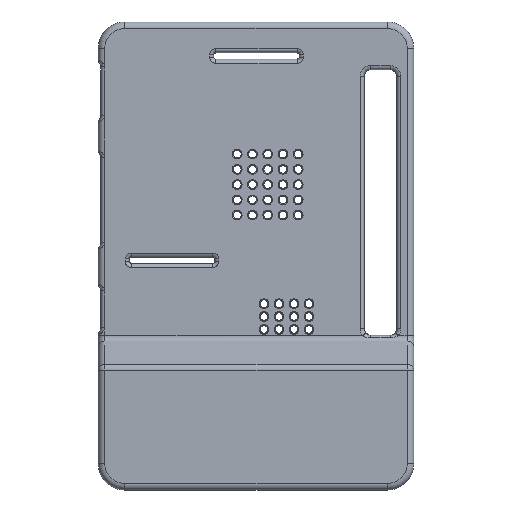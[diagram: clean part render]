
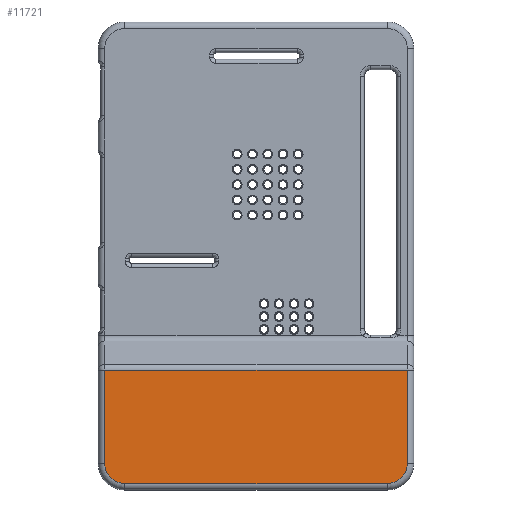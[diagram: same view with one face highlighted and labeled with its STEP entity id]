
A CAD part, front view. The second image highlights one B-rep face of the part: STEP entity #11721.
In plain terms, the highlighted planar face has unit normal (0, -1, 0).
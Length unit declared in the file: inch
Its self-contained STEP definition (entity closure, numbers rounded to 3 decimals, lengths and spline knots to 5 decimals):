
#428 = CARTESIAN_POINT ( 'NONE',  ( -1.17173, 0., -1.6176 ) ) ;
#863 = DIRECTION ( 'NONE',  ( 0., 0., 1. ) ) ;
#878 = VERTEX_POINT ( 'NONE', #9419 ) ;
#2074 = DIRECTION ( 'NONE',  ( 1., 0., 0. ) ) ;
#2141 = CARTESIAN_POINT ( 'NONE',  ( -1.01673, 0., -1.7726 ) ) ;
#2251 = VECTOR ( 'NONE', #5951, 39.37008 ) ;
#2416 = EDGE_CURVE ( 'NONE', #8759, #878, #20164, .T. ) ;
#2746 = CARTESIAN_POINT ( 'NONE',  ( 1.17173, 0., -0.89338 ) ) ;
#2861 = CARTESIAN_POINT ( 'NONE',  ( -1.01673, 0., -0.89338 ) ) ;
#3699 = VECTOR ( 'NONE', #9910, 39.37008 ) ;
#4005 = CARTESIAN_POINT ( 'NONE',  ( 1.01673, 0., -1.6176 ) ) ;
#4710 = FACE_OUTER_BOUND ( 'NONE', #15059, .T. ) ;
#4739 = VERTEX_POINT ( 'NONE', #18332 ) ;
#5827 = DIRECTION ( 'NONE',  ( 0., 0., 1. ) ) ;
#5870 = EDGE_CURVE ( 'NONE', #17025, #20221, #6915, .T. ) ;
#5951 = DIRECTION ( 'NONE',  ( 0., 0., 1. ) ) ;
#6915 = LINE ( 'NONE', #7249, #2251 ) ;
#7249 = CARTESIAN_POINT ( 'NONE',  ( 1.17173, 0., -1.6176 ) ) ;
#7641 = AXIS2_PLACEMENT_3D ( 'NONE', #4005, #16177, #13223 ) ;
#7885 = CARTESIAN_POINT ( 'NONE',  ( -1.17173, 0., -1.6176 ) ) ;
#8376 = AXIS2_PLACEMENT_3D ( 'NONE', #9041, #16882, #5827 ) ;
#8668 = ORIENTED_EDGE ( 'NONE', *, *, #12086, .T. ) ;
#8759 = VERTEX_POINT ( 'NONE', #7885 ) ;
#9041 = CARTESIAN_POINT ( 'NONE',  ( -1.01673, 0., -1.6176 ) ) ;
#9131 = LINE ( 'NONE', #2861, #18562 ) ;
#9419 = CARTESIAN_POINT ( 'NONE',  ( -1.01673, 0., -1.7726 ) ) ;
#9910 = DIRECTION ( 'NONE',  ( 0., 0., -1. ) ) ;
#10002 = PLANE ( 'NONE',  #13346 ) ;
#10222 = ORIENTED_EDGE ( 'NONE', *, *, #2416, .T. ) ;
#10267 = CARTESIAN_POINT ( 'NONE',  ( -1.01673, 0., -1.6176 ) ) ;
#11471 = EDGE_CURVE ( 'NONE', #20221, #4739, #9131, .T. ) ;
#11721 = ADVANCED_FACE ( 'NONE', ( #4710 ), #10002, .F. ) ;
#11822 = VERTEX_POINT ( 'NONE', #15446 ) ;
#12035 = CARTESIAN_POINT ( 'NONE',  ( 1.17173, 0., -1.6176 ) ) ;
#12086 = EDGE_CURVE ( 'NONE', #11822, #17025, #15878, .T. ) ;
#13148 = EDGE_CURVE ( 'NONE', #878, #11822, #16356, .T. ) ;
#13204 = EDGE_CURVE ( 'NONE', #4739, #8759, #14667, .T. ) ;
#13223 = DIRECTION ( 'NONE',  ( 0., 0., 1. ) ) ;
#13346 = AXIS2_PLACEMENT_3D ( 'NONE', #10267, #16194, #863 ) ;
#13845 = DIRECTION ( 'NONE',  ( -1., 0., 0. ) ) ;
#13869 = ORIENTED_EDGE ( 'NONE', *, *, #11471, .T. ) ;
#14104 = ORIENTED_EDGE ( 'NONE', *, *, #5870, .T. ) ;
#14255 = ORIENTED_EDGE ( 'NONE', *, *, #13204, .T. ) ;
#14667 = LINE ( 'NONE', #428, #3699 ) ;
#15059 = EDGE_LOOP ( 'NONE', ( #8668, #14104, #13869, #14255, #10222, #15182 ) ) ;
#15182 = ORIENTED_EDGE ( 'NONE', *, *, #13148, .T. ) ;
#15446 = CARTESIAN_POINT ( 'NONE',  ( 1.01673, 0., -1.7726 ) ) ;
#15878 = CIRCLE ( 'NONE', #7641, 0.155 ) ;
#16177 = DIRECTION ( 'NONE',  ( 0., -1., 0. ) ) ;
#16194 = DIRECTION ( 'NONE',  ( 0., 1., 0. ) ) ;
#16356 = LINE ( 'NONE', #2141, #18519 ) ;
#16882 = DIRECTION ( 'NONE',  ( 0., -1., 0. ) ) ;
#17025 = VERTEX_POINT ( 'NONE', #12035 ) ;
#18332 = CARTESIAN_POINT ( 'NONE',  ( -1.17173, 0., -0.89338 ) ) ;
#18519 = VECTOR ( 'NONE', #2074, 39.37008 ) ;
#18562 = VECTOR ( 'NONE', #13845, 39.37008 ) ;
#20164 = CIRCLE ( 'NONE', #8376, 0.155 ) ;
#20221 = VERTEX_POINT ( 'NONE', #2746 ) ;
